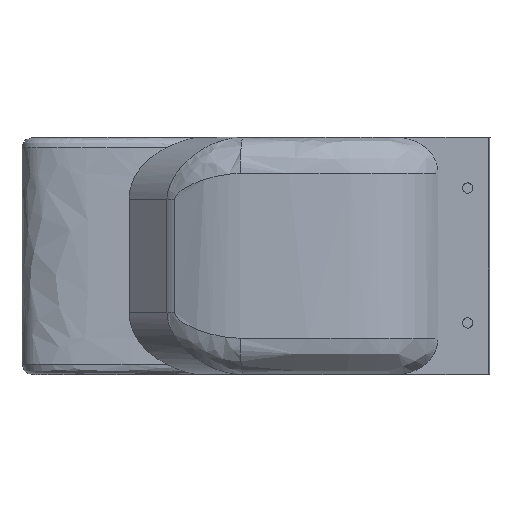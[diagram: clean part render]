
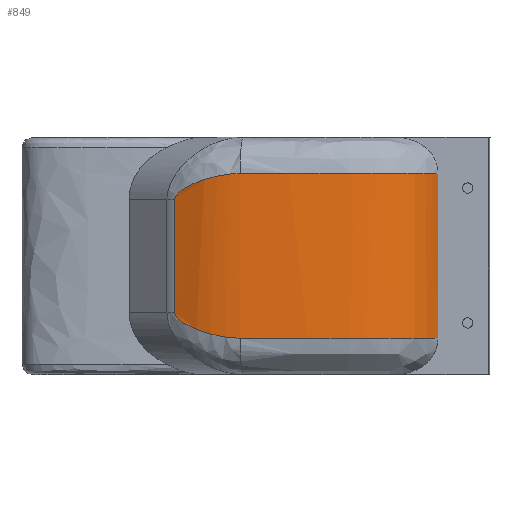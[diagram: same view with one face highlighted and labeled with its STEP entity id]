
A CAD part, top view. The second image highlights one B-rep face of the part: STEP entity #849.
In plain terms, the highlighted free-form (B-spline) face has degree [5, 1] with [25, 2] control points.
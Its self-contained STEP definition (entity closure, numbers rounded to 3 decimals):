
#15=(
BOUNDED_SURFACE()
B_SPLINE_SURFACE(5,1,((#2298,#2299),(#2300,#2301),(#2302,#2303),(#2304,
#2305),(#2306,#2307),(#2308,#2309),(#2310,#2311),(#2312,#2313),(#2314,#2315),
(#2316,#2317),(#2318,#2319),(#2320,#2321),(#2322,#2323),(#2324,#2325),(#2326,
#2327),(#2328,#2329),(#2330,#2331),(#2332,#2333),(#2334,#2335),(#2336,#2337),
(#2338,#2339),(#2340,#2341),(#2342,#2343),(#2344,#2345),(#2346,#2347)),
 .UNSPECIFIED.,.F.,.F.,.F.)
B_SPLINE_SURFACE_WITH_KNOTS((6,1,1,1,1,1,1,1,1,1,1,1,1,1,1,1,1,1,1,1,6),
(2,2),(0.,0.05,0.1,0.15,0.2,0.25,0.3,0.35,0.4,0.45,0.5,0.55,0.6,0.65,0.7,
0.75,0.8,0.85,0.9,0.95,1.),(0.,11.505),.UNSPECIFIED.)
GEOMETRIC_REPRESENTATION_ITEM()
RATIONAL_B_SPLINE_SURFACE(((1.,1.),(1.,1.),(1.,1.),(1.,1.),(1.,1.),(1.,
1.),(1.,1.),(1.,1.),(1.,1.),(1.,1.),(1.,1.),(1.,1.),(1.,1.),(1.,1.),(1.,
1.),(1.,1.),(1.,1.),(1.,1.),(1.,1.),(1.,1.),(1.,1.),(1.,1.),(1.,1.),(1.,
1.),(1.,1.)))
REPRESENTATION_ITEM('')
SURFACE()
);
#45=B_SPLINE_CURVE_WITH_KNOTS('',3,(#1791,#1792,#1793,#1794,#1795,#1796,
#1797,#1798,#1799,#1800,#1801,#1802,#1803,#1804),.UNSPECIFIED.,.F.,.F.,
(4,1,1,1,1,1,1,1,1,1,1,4),(-8.671,-8.051,-7.432,
-6.813,-6.503,-6.193,-5.574,
-4.955,-3.716,-2.477,-1.239,
0.),.UNSPECIFIED.);
#48=B_SPLINE_CURVE_WITH_KNOTS('',3,(#1846,#1847,#1848,#1849),
 .UNSPECIFIED.,.F.,.F.,(4,4),(0.,5.505),.UNSPECIFIED.);
#50=B_SPLINE_CURVE_WITH_KNOTS('',3,(#1932,#1933,#1934,#1935,#1936,#1937,
#1938,#1939,#1940,#1941),.UNSPECIFIED.,.F.,.F.,(4,1,1,1,1,1,1,4),(0.,0.108,
0.216,0.431,0.862,1.293,
2.156,3.018),.UNSPECIFIED.);
#52=B_SPLINE_CURVE_WITH_KNOTS('',3,(#2051,#2052,#2053,#2054,#2055,#2056,
#2057,#2058,#2059,#2060,#2061,#2062,#2063,#2064),.UNSPECIFIED.,.F.,.F.,
(4,1,1,1,1,1,1,1,1,1,1,4),(0.,1.239,2.477,3.716,
4.955,5.574,6.193,6.503,6.813,
7.432,8.051,8.671),.UNSPECIFIED.);
#54=B_SPLINE_CURVE_WITH_KNOTS('',3,(#2145,#2146,#2147,#2148,#2149,#2150,
#2151,#2152,#2153,#2154),.UNSPECIFIED.,.F.,.F.,(4,1,1,1,1,1,1,4),(0.,0.431,
1.294,2.156,2.587,2.803,2.911,
3.018),.UNSPECIFIED.);
#140=FACE_OUTER_BOUND('',#199,.T.);
#199=EDGE_LOOP('',(#737,#738,#739,#740,#741,#742));
#259=LINE('',#2348,#312);
#312=VECTOR('',#1126,10.);
#407=VERTEX_POINT('',#1777);
#408=VERTEX_POINT('',#1790);
#410=VERTEX_POINT('',#1836);
#413=VERTEX_POINT('',#1844);
#414=VERTEX_POINT('',#1920);
#415=VERTEX_POINT('',#2040);
#512=EDGE_CURVE('',#407,#408,#45,.T.);
#518=EDGE_CURVE('',#413,#410,#48,.T.);
#521=EDGE_CURVE('',#410,#414,#50,.T.);
#523=EDGE_CURVE('',#414,#415,#52,.T.);
#525=EDGE_CURVE('',#408,#413,#54,.T.);
#541=EDGE_CURVE('',#407,#415,#259,.T.);
#737=ORIENTED_EDGE('',*,*,#512,.F.);
#738=ORIENTED_EDGE('',*,*,#541,.T.);
#739=ORIENTED_EDGE('',*,*,#523,.F.);
#740=ORIENTED_EDGE('',*,*,#521,.F.);
#741=ORIENTED_EDGE('',*,*,#518,.F.);
#742=ORIENTED_EDGE('',*,*,#525,.F.);
#849=ADVANCED_FACE('',(#140),#15,.T.);
#1126=DIRECTION('',(0.,1.,0.));
#1777=CARTESIAN_POINT('',(90.,-40.25,40.));
#1790=CARTESIAN_POINT('',(-6.057,-40.25,70.398));
#1791=CARTESIAN_POINT('Ctrl Pts',(90.,-40.25,40.));
#1792=CARTESIAN_POINT('Ctrl Pts',(88.736,-40.25,42.404));
#1793=CARTESIAN_POINT('Ctrl Pts',(85.852,-40.25,47.232));
#1794=CARTESIAN_POINT('Ctrl Pts',(79.954,-40.25,54.496));
#1795=CARTESIAN_POINT('Ctrl Pts',(73.108,-40.25,59.92));
#1796=CARTESIAN_POINT('Ctrl Pts',(67.134,-40.25,63.089));
#1797=CARTESIAN_POINT('Ctrl Pts',(61.27,-40.25,65.466));
#1798=CARTESIAN_POINT('Ctrl Pts',(54.484,-40.25,67.256));
#1799=CARTESIAN_POINT('Ctrl Pts',(44.713,-40.25,68.87));
#1800=CARTESIAN_POINT('Ctrl Pts',(33.649,-40.25,69.812));
#1801=CARTESIAN_POINT('Ctrl Pts',(20.958,-40.25,70.54));
#1802=CARTESIAN_POINT('Ctrl Pts',(8.026,-40.25,70.968));
#1803=CARTESIAN_POINT('Ctrl Pts',(-1.205,-40.25,70.798));
#1804=CARTESIAN_POINT('Ctrl Pts',(-6.057,-40.25,70.398));
#1836=CARTESIAN_POINT('',(-37.761,27.3,61.313));
#1844=CARTESIAN_POINT('',(-37.761,-27.75,61.313));
#1846=CARTESIAN_POINT('Ctrl Pts',(-37.761,-27.75,61.313));
#1847=CARTESIAN_POINT('Ctrl Pts',(-37.761,-9.4,61.313));
#1848=CARTESIAN_POINT('Ctrl Pts',(-37.761,8.95,61.313));
#1849=CARTESIAN_POINT('Ctrl Pts',(-37.761,27.3,61.313));
#1920=CARTESIAN_POINT('',(-6.057,39.8,70.398));
#1932=CARTESIAN_POINT('Ctrl Pts',(-37.761,27.3,61.313));
#1933=CARTESIAN_POINT('Ctrl Pts',(-37.761,27.659,61.313));
#1934=CARTESIAN_POINT('Ctrl Pts',(-37.621,28.376,61.391));
#1935=CARTESIAN_POINT('Ctrl Pts',(-36.894,29.688,61.794));
#1936=CARTESIAN_POINT('Ctrl Pts',(-34.916,31.605,62.849));
#1937=CARTESIAN_POINT('Ctrl Pts',(-31.342,33.723,64.539));
#1938=CARTESIAN_POINT('Ctrl Pts',(-25.01,36.47,66.983));
#1939=CARTESIAN_POINT('Ctrl Pts',(-16.41,38.971,69.24));
#1940=CARTESIAN_POINT('Ctrl Pts',(-9.434,39.8,70.119));
#1941=CARTESIAN_POINT('Ctrl Pts',(-6.057,39.8,70.398));
#2040=CARTESIAN_POINT('',(90.,39.8,40.));
#2051=CARTESIAN_POINT('Ctrl Pts',(-6.057,39.8,70.398));
#2052=CARTESIAN_POINT('Ctrl Pts',(-1.205,39.8,70.798));
#2053=CARTESIAN_POINT('Ctrl Pts',(8.026,39.8,70.97));
#2054=CARTESIAN_POINT('Ctrl Pts',(20.958,39.8,70.539));
#2055=CARTESIAN_POINT('Ctrl Pts',(33.649,39.8,69.812));
#2056=CARTESIAN_POINT('Ctrl Pts',(44.713,39.8,68.87));
#2057=CARTESIAN_POINT('Ctrl Pts',(54.484,39.8,67.256));
#2058=CARTESIAN_POINT('Ctrl Pts',(61.27,39.8,65.466));
#2059=CARTESIAN_POINT('Ctrl Pts',(67.134,39.8,63.089));
#2060=CARTESIAN_POINT('Ctrl Pts',(73.108,39.8,59.92));
#2061=CARTESIAN_POINT('Ctrl Pts',(79.954,39.8,54.496));
#2062=CARTESIAN_POINT('Ctrl Pts',(85.852,39.8,47.232));
#2063=CARTESIAN_POINT('Ctrl Pts',(88.736,39.8,42.404));
#2064=CARTESIAN_POINT('Ctrl Pts',(90.,39.8,40.));
#2145=CARTESIAN_POINT('Ctrl Pts',(-6.057,-40.25,70.398));
#2146=CARTESIAN_POINT('Ctrl Pts',(-7.746,-40.25,70.258));
#2147=CARTESIAN_POINT('Ctrl Pts',(-12.899,-39.941,69.721));
#2148=CARTESIAN_POINT('Ctrl Pts',(-21.643,-38.098,68.071));
#2149=CARTESIAN_POINT('Ctrl Pts',(-29.897,-35.006,65.229));
#2150=CARTESIAN_POINT('Ctrl Pts',(-34.92,-32.058,62.845));
#2151=CARTESIAN_POINT('Ctrl Pts',(-36.894,-30.138,61.794));
#2152=CARTESIAN_POINT('Ctrl Pts',(-37.622,-28.825,61.391));
#2153=CARTESIAN_POINT('Ctrl Pts',(-37.761,-28.109,61.313));
#2154=CARTESIAN_POINT('Ctrl Pts',(-37.761,-27.75,61.313));
#2298=CARTESIAN_POINT('Ctrl Pts',(-40.,-57.75,60.));
#2299=CARTESIAN_POINT('Ctrl Pts',(-40.,57.3,60.));
#2300=CARTESIAN_POINT('Ctrl Pts',(-38.88,-57.75,60.686));
#2301=CARTESIAN_POINT('Ctrl Pts',(-38.88,57.3,60.686));
#2302=CARTESIAN_POINT('Ctrl Pts',(-36.607,-57.75,62.003));
#2303=CARTESIAN_POINT('Ctrl Pts',(-36.607,57.3,62.003));
#2304=CARTESIAN_POINT('Ctrl Pts',(-33.105,-57.75,63.809));
#2305=CARTESIAN_POINT('Ctrl Pts',(-33.105,57.3,63.809));
#2306=CARTESIAN_POINT('Ctrl Pts',(-28.247,-57.75,65.881));
#2307=CARTESIAN_POINT('Ctrl Pts',(-28.247,57.3,65.881));
#2308=CARTESIAN_POINT('Ctrl Pts',(-21.859,-57.75,67.908));
#2309=CARTESIAN_POINT('Ctrl Pts',(-21.859,57.3,67.908));
#2310=CARTESIAN_POINT('Ctrl Pts',(-15.159,-57.75,69.38));
#2311=CARTESIAN_POINT('Ctrl Pts',(-15.159,57.3,69.38));
#2312=CARTESIAN_POINT('Ctrl Pts',(-8.161,-57.75,70.326));
#2313=CARTESIAN_POINT('Ctrl Pts',(-8.161,57.3,70.326));
#2314=CARTESIAN_POINT('Ctrl Pts',(-0.894,-57.75,70.809));
#2315=CARTESIAN_POINT('Ctrl Pts',(-0.894,57.3,70.809));
#2316=CARTESIAN_POINT('Ctrl Pts',(6.593,-57.75,70.926));
#2317=CARTESIAN_POINT('Ctrl Pts',(6.593,57.3,70.926));
#2318=CARTESIAN_POINT('Ctrl Pts',(14.237,-57.75,70.781));
#2319=CARTESIAN_POINT('Ctrl Pts',(14.237,57.3,70.781));
#2320=CARTESIAN_POINT('Ctrl Pts',(21.964,-57.75,70.469));
#2321=CARTESIAN_POINT('Ctrl Pts',(21.964,57.3,70.469));
#2322=CARTESIAN_POINT('Ctrl Pts',(29.692,-57.75,70.048));
#2323=CARTESIAN_POINT('Ctrl Pts',(29.692,57.3,70.048));
#2324=CARTESIAN_POINT('Ctrl Pts',(37.333,-57.75,69.52));
#2325=CARTESIAN_POINT('Ctrl Pts',(37.333,57.3,69.52));
#2326=CARTESIAN_POINT('Ctrl Pts',(44.797,-57.75,68.804));
#2327=CARTESIAN_POINT('Ctrl Pts',(44.797,57.3,68.804));
#2328=CARTESIAN_POINT('Ctrl Pts',(51.996,-57.75,67.765));
#2329=CARTESIAN_POINT('Ctrl Pts',(51.996,57.3,67.765));
#2330=CARTESIAN_POINT('Ctrl Pts',(58.85,-57.75,66.239));
#2331=CARTESIAN_POINT('Ctrl Pts',(58.85,57.3,66.239));
#2332=CARTESIAN_POINT('Ctrl Pts',(65.29,-57.75,64.062));
#2333=CARTESIAN_POINT('Ctrl Pts',(65.29,57.3,64.062));
#2334=CARTESIAN_POINT('Ctrl Pts',(71.262,-57.75,61.093));
#2335=CARTESIAN_POINT('Ctrl Pts',(71.262,57.3,61.093));
#2336=CARTESIAN_POINT('Ctrl Pts',(76.738,-57.75,57.251));
#2337=CARTESIAN_POINT('Ctrl Pts',(76.738,57.3,57.251));
#2338=CARTESIAN_POINT('Ctrl Pts',(81.707,-57.75,52.497));
#2339=CARTESIAN_POINT('Ctrl Pts',(81.707,57.3,52.497));
#2340=CARTESIAN_POINT('Ctrl Pts',(85.276,-57.75,47.956));
#2341=CARTESIAN_POINT('Ctrl Pts',(85.276,57.3,47.956));
#2342=CARTESIAN_POINT('Ctrl Pts',(87.726,-57.75,44.138));
#2343=CARTESIAN_POINT('Ctrl Pts',(87.726,57.3,44.138));
#2344=CARTESIAN_POINT('Ctrl Pts',(89.259,-57.75,41.41));
#2345=CARTESIAN_POINT('Ctrl Pts',(89.259,57.3,41.41));
#2346=CARTESIAN_POINT('Ctrl Pts',(90.,-57.75,40.));
#2347=CARTESIAN_POINT('Ctrl Pts',(90.,57.3,40.));
#2348=CARTESIAN_POINT('',(90.,-57.75,40.));
